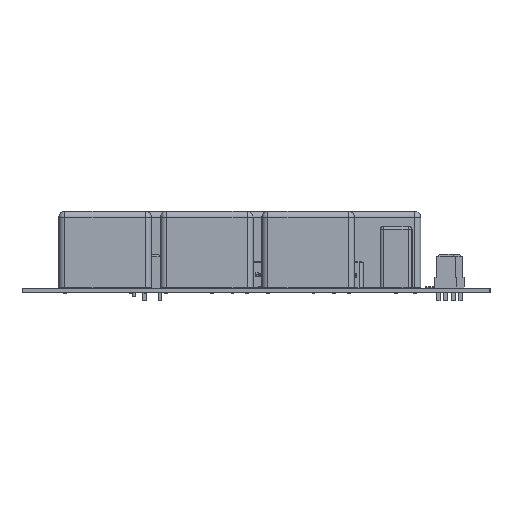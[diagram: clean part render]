
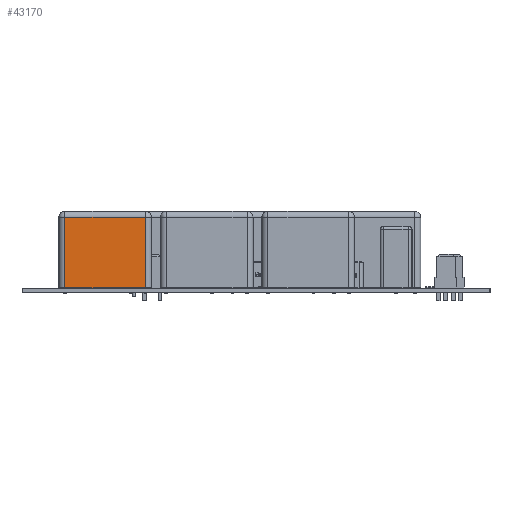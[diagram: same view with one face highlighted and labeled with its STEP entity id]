
A CAD part, left-side view. The second image highlights one B-rep face of the part: STEP entity #43170.
In plain terms, the highlighted face is planar.
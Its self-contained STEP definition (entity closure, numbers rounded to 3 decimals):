
#42422 = PLANE('',#42423);
#42423 = AXIS2_PLACEMENT_3D('',#42424,#42425,#42426);
#42424 = CARTESIAN_POINT('',(-2.,-10.,0.));
#42425 = DIRECTION('',(0.,0.,1.));
#42426 = DIRECTION('',(1.,0.,-0.));
#42450 = CYLINDRICAL_SURFACE('',#42451,2.);
#42451 = AXIS2_PLACEMENT_3D('',#42452,#42453,#42454);
#42452 = CARTESIAN_POINT('',(0.,8.,0.));
#42453 = DIRECTION('',(0.,0.,1.));
#42454 = DIRECTION('',(-1.,0.,0.));
#42766 = VERTEX_POINT('',#42767);
#42767 = CARTESIAN_POINT('',(27.5,10.,0.));
#42782 = CYLINDRICAL_SURFACE('',#42783,2.);
#42783 = AXIS2_PLACEMENT_3D('',#42784,#42785,#42786);
#42784 = CARTESIAN_POINT('',(27.5,8.,0.));
#42785 = DIRECTION('',(0.,0.,1.));
#42786 = DIRECTION('',(1.,0.,-0.));
#42794 = EDGE_CURVE('',#42795,#42766,#42797,.T.);
#42795 = VERTEX_POINT('',#42796);
#42796 = CARTESIAN_POINT('',(0.,10.,0.));
#42797 = SURFACE_CURVE('',#42798,(#42802,#42809),.PCURVE_S1.);
#42798 = LINE('',#42799,#42800);
#42799 = CARTESIAN_POINT('',(-2.,10.,0.));
#42800 = VECTOR('',#42801,1.);
#42801 = DIRECTION('',(1.,0.,0.));
#42802 = PCURVE('',#42422,#42803);
#42803 = DEFINITIONAL_REPRESENTATION('',(#42804),#42808);
#42804 = LINE('',#42805,#42806);
#42805 = CARTESIAN_POINT('',(0.,20.));
#42806 = VECTOR('',#42807,1.);
#42807 = DIRECTION('',(1.,0.));
#42808 = ( GEOMETRIC_REPRESENTATION_CONTEXT(2) 
PARAMETRIC_REPRESENTATION_CONTEXT() REPRESENTATION_CONTEXT('2D SPACE',''
  ) );
#42809 = PCURVE('',#42810,#42815);
#42810 = PLANE('',#42811);
#42811 = AXIS2_PLACEMENT_3D('',#42812,#42813,#42814);
#42812 = CARTESIAN_POINT('',(-2.,10.,0.));
#42813 = DIRECTION('',(0.,1.,0.));
#42814 = DIRECTION('',(0.,-0.,1.));
#42815 = DEFINITIONAL_REPRESENTATION('',(#42816),#42820);
#42816 = LINE('',#42817,#42818);
#42817 = CARTESIAN_POINT('',(0.,0.));
#42818 = VECTOR('',#42819,1.);
#42819 = DIRECTION('',(0.,1.));
#42820 = ( GEOMETRIC_REPRESENTATION_CONTEXT(2) 
PARAMETRIC_REPRESENTATION_CONTEXT() REPRESENTATION_CONTEXT('2D SPACE',''
  ) );
#42914 = VERTEX_POINT('',#42915);
#42915 = CARTESIAN_POINT('',(0.,10.,24.));
#42937 = EDGE_CURVE('',#42795,#42914,#42938,.T.);
#42938 = SURFACE_CURVE('',#42939,(#42943,#42950),.PCURVE_S1.);
#42939 = LINE('',#42940,#42941);
#42940 = CARTESIAN_POINT('',(0.,10.,0.));
#42941 = VECTOR('',#42942,1.);
#42942 = DIRECTION('',(0.,0.,1.));
#42943 = PCURVE('',#42450,#42944);
#42944 = DEFINITIONAL_REPRESENTATION('',(#42945),#42949);
#42945 = LINE('',#42946,#42947);
#42946 = CARTESIAN_POINT('',(4.712,0.));
#42947 = VECTOR('',#42948,1.);
#42948 = DIRECTION('',(0.,1.));
#42949 = ( GEOMETRIC_REPRESENTATION_CONTEXT(2) 
PARAMETRIC_REPRESENTATION_CONTEXT() REPRESENTATION_CONTEXT('2D SPACE',''
  ) );
#42950 = PCURVE('',#42810,#42951);
#42951 = DEFINITIONAL_REPRESENTATION('',(#42952),#42956);
#42952 = LINE('',#42953,#42954);
#42953 = CARTESIAN_POINT('',(0.,2.));
#42954 = VECTOR('',#42955,1.);
#42955 = DIRECTION('',(1.,0.));
#42956 = ( GEOMETRIC_REPRESENTATION_CONTEXT(2) 
PARAMETRIC_REPRESENTATION_CONTEXT() REPRESENTATION_CONTEXT('2D SPACE',''
  ) );
#43060 = CYLINDRICAL_SURFACE('',#43061,2.);
#43061 = AXIS2_PLACEMENT_3D('',#43062,#43063,#43064);
#43062 = CARTESIAN_POINT('',(0.,8.,24.));
#43063 = DIRECTION('',(1.,0.,0.));
#43064 = DIRECTION('',(0.,0.,1.));
#43170 = ADVANCED_FACE('',(#43171),#42810,.T.);
#43171 = FACE_BOUND('',#43172,.T.);
#43172 = EDGE_LOOP('',(#43173,#43174,#43197,#43218));
#43173 = ORIENTED_EDGE('',*,*,#42937,.T.);
#43174 = ORIENTED_EDGE('',*,*,#43175,.T.);
#43175 = EDGE_CURVE('',#42914,#43176,#43178,.T.);
#43176 = VERTEX_POINT('',#43177);
#43177 = CARTESIAN_POINT('',(27.5,10.,24.));
#43178 = SURFACE_CURVE('',#43179,(#43183,#43190),.PCURVE_S1.);
#43179 = LINE('',#43180,#43181);
#43180 = CARTESIAN_POINT('',(0.,10.,24.));
#43181 = VECTOR('',#43182,1.);
#43182 = DIRECTION('',(1.,0.,0.));
#43183 = PCURVE('',#42810,#43184);
#43184 = DEFINITIONAL_REPRESENTATION('',(#43185),#43189);
#43185 = LINE('',#43186,#43187);
#43186 = CARTESIAN_POINT('',(24.,2.));
#43187 = VECTOR('',#43188,1.);
#43188 = DIRECTION('',(0.,1.));
#43189 = ( GEOMETRIC_REPRESENTATION_CONTEXT(2) 
PARAMETRIC_REPRESENTATION_CONTEXT() REPRESENTATION_CONTEXT('2D SPACE',''
  ) );
#43190 = PCURVE('',#43060,#43191);
#43191 = DEFINITIONAL_REPRESENTATION('',(#43192),#43196);
#43192 = LINE('',#43193,#43194);
#43193 = CARTESIAN_POINT('',(4.712,0.));
#43194 = VECTOR('',#43195,1.);
#43195 = DIRECTION('',(0.,1.));
#43196 = ( GEOMETRIC_REPRESENTATION_CONTEXT(2) 
PARAMETRIC_REPRESENTATION_CONTEXT() REPRESENTATION_CONTEXT('2D SPACE',''
  ) );
#43197 = ORIENTED_EDGE('',*,*,#43198,.F.);
#43198 = EDGE_CURVE('',#42766,#43176,#43199,.T.);
#43199 = SURFACE_CURVE('',#43200,(#43204,#43211),.PCURVE_S1.);
#43200 = LINE('',#43201,#43202);
#43201 = CARTESIAN_POINT('',(27.5,10.,0.));
#43202 = VECTOR('',#43203,1.);
#43203 = DIRECTION('',(0.,0.,1.));
#43204 = PCURVE('',#42810,#43205);
#43205 = DEFINITIONAL_REPRESENTATION('',(#43206),#43210);
#43206 = LINE('',#43207,#43208);
#43207 = CARTESIAN_POINT('',(0.,29.5));
#43208 = VECTOR('',#43209,1.);
#43209 = DIRECTION('',(1.,0.));
#43210 = ( GEOMETRIC_REPRESENTATION_CONTEXT(2) 
PARAMETRIC_REPRESENTATION_CONTEXT() REPRESENTATION_CONTEXT('2D SPACE',''
  ) );
#43211 = PCURVE('',#42782,#43212);
#43212 = DEFINITIONAL_REPRESENTATION('',(#43213),#43217);
#43213 = LINE('',#43214,#43215);
#43214 = CARTESIAN_POINT('',(1.571,0.));
#43215 = VECTOR('',#43216,1.);
#43216 = DIRECTION('',(0.,1.));
#43217 = ( GEOMETRIC_REPRESENTATION_CONTEXT(2) 
PARAMETRIC_REPRESENTATION_CONTEXT() REPRESENTATION_CONTEXT('2D SPACE',''
  ) );
#43218 = ORIENTED_EDGE('',*,*,#42794,.F.);
